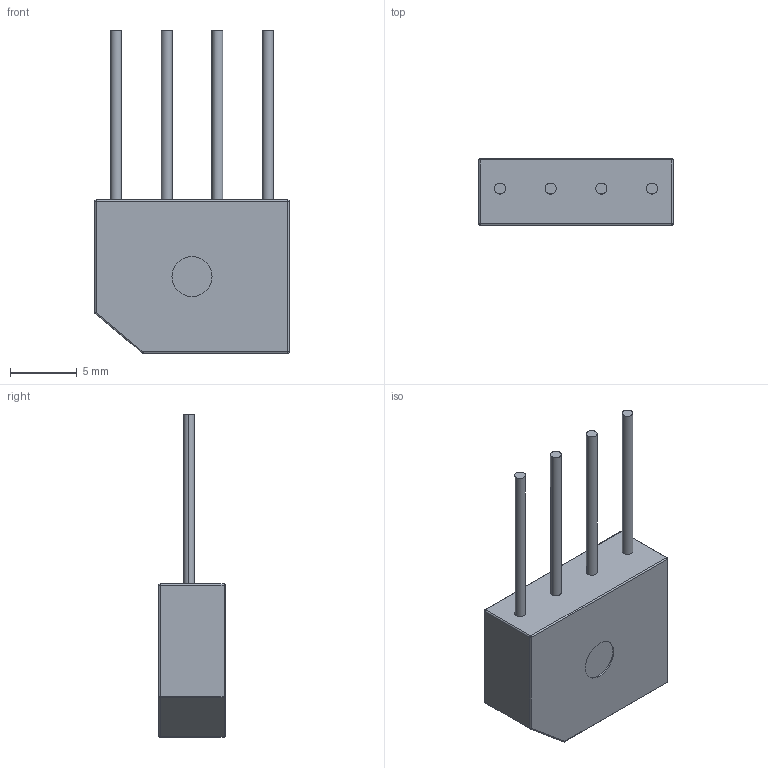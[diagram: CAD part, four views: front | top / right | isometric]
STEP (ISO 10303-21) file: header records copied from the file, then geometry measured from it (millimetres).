
FILE_DESCRIPTION (( 'STEP AP214' ), '1' );
FILE_NAME ('8EA97A3F-5978-4C8B-8C85-0F1B12AF5DEE.STEP', '2009-02-12T17:43:09', ( 'sysAdmin' ), ( 'SolidWorks' ), 'SwSTEP 2.0', 'SolidWorks 2009', '' );
FILE_SCHEMA (( 'AUTOMOTIVE_DESIGN' ));
Length unit declared in the file: millimetre
Products named in the file (1): 8EA97A3F-5978-4C8B-8C85-0F1B12AF5DEE
Bounding box: 14.58 x 5.01 x 24.2 mm (x, y, z)
Volume: 836.7 mm3; surface area: 704.1 mm2
Topology: 1 solids, 1 shells, 96 faces, 226 edges, 134 vertices
Faces by surface type: plane 48, cylinder 29, sphere 10, bspline 9
Entity records: 4186 total; most frequent: CARTESIAN_POINT 1056, ORIENTED_EDGE 432, DIRECTION 432, EDGE_CURVE 216, AXIS2_PLACEMENT_3D 146, VECTOR 140, LINE 140, VERTEX_POINT 134
